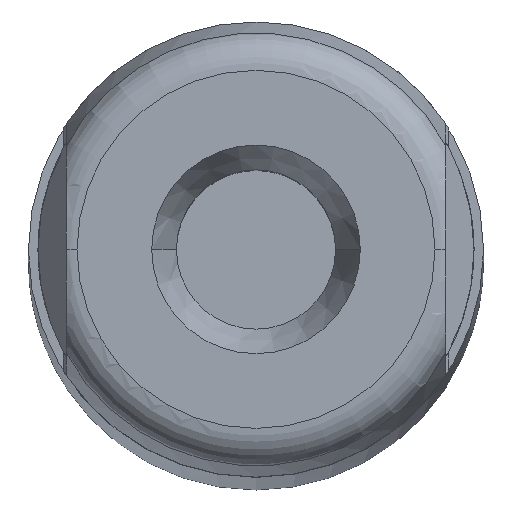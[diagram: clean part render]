
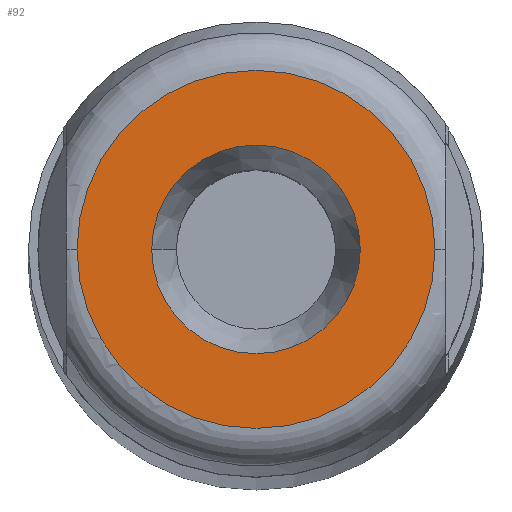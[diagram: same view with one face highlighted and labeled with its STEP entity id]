
A CAD part, top view. The second image highlights one B-rep face of the part: STEP entity #92.
In plain terms, the highlighted planar face has unit normal (0, 0, 1).
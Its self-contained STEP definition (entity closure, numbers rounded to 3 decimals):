
#22 = EDGE_CURVE ( 'NONE', #292, #322, #469, .T. ) ;
#54 = ORIENTED_EDGE ( 'NONE', *, *, #216, .T. ) ;
#92 = ADVANCED_FACE ( 'NONE', ( #936, #937 ), #938, .F. ) ;
#119 = VERTEX_POINT ( 'NONE', #1195 ) ;
#216 = EDGE_CURVE ( 'NONE', #119, #271, #1068, .T. ) ;
#271 = VERTEX_POINT ( 'NONE', #609 ) ;
#274 = EDGE_CURVE ( 'NONE', #271, #119, #625, .T. ) ;
#280 = ORIENTED_EDGE ( 'NONE', *, *, #274, .T. ) ;
#289 = ORIENTED_EDGE ( 'NONE', *, *, #22, .F. ) ;
#292 = VERTEX_POINT ( 'NONE', #799 ) ;
#295 = EDGE_CURVE ( 'NONE', #322, #292, #810, .T. ) ;
#322 = VERTEX_POINT ( 'NONE', #1060 ) ;
#469 = CIRCLE ( 'NONE', #470, 2.75 ) ;
#470 = AXIS2_PLACEMENT_3D ( 'NONE', #471, #472, #473 ) ;
#471 = CARTESIAN_POINT ( 'NONE',  ( 0., 0., 0. ) ) ;
#472 = DIRECTION ( 'NONE',  ( 0., 0., 1. ) ) ;
#473 = DIRECTION ( 'NONE',  ( 1., 0., 0. ) ) ;
#609 = CARTESIAN_POINT ( 'NONE',  ( -4.72, 0., 0. ) ) ;
#625 = CIRCLE ( 'NONE', #626, 4.72 ) ;
#626 = AXIS2_PLACEMENT_3D ( 'NONE', #627, #628, #629 ) ;
#627 = CARTESIAN_POINT ( 'NONE',  ( 0., 0., 0. ) ) ;
#628 = DIRECTION ( 'NONE',  ( 0., 0., 1. ) ) ;
#629 = DIRECTION ( 'NONE',  ( 1., 0., 0. ) ) ;
#799 = CARTESIAN_POINT ( 'NONE',  ( -2.75, 0., 0. ) ) ;
#810 = CIRCLE ( 'NONE', #811, 2.75 ) ;
#811 = AXIS2_PLACEMENT_3D ( 'NONE', #812, #813, #814 ) ;
#812 = CARTESIAN_POINT ( 'NONE',  ( 0., 0., 0. ) ) ;
#813 = DIRECTION ( 'NONE',  ( 0., 0., 1. ) ) ;
#814 = DIRECTION ( 'NONE',  ( 1., 0., 0. ) ) ;
#852 = EDGE_LOOP ( 'NONE', ( #1098, #289 ) ) ;
#936 = FACE_BOUND ( 'NONE', #852, .T. ) ;
#937 = FACE_OUTER_BOUND ( 'NONE', #955, .T. ) ;
#938 = PLANE ( 'NONE',  #939 ) ;
#939 = AXIS2_PLACEMENT_3D ( 'NONE', #940, #941, #942 ) ;
#940 = CARTESIAN_POINT ( 'NONE',  ( 0., 0., 0. ) ) ;
#941 = DIRECTION ( 'NONE',  ( 0., 0., -1. ) ) ;
#942 = DIRECTION ( 'NONE',  ( -1., 0., 0. ) ) ;
#955 = EDGE_LOOP ( 'NONE', ( #54, #280 ) ) ;
#1060 = CARTESIAN_POINT ( 'NONE',  ( 2.75, 0., 0. ) ) ;
#1068 = CIRCLE ( 'NONE', #1069, 4.72 ) ;
#1069 = AXIS2_PLACEMENT_3D ( 'NONE', #1070, #1071, #1072 ) ;
#1070 = CARTESIAN_POINT ( 'NONE',  ( 0., 0., 0. ) ) ;
#1071 = DIRECTION ( 'NONE',  ( 0., 0., 1. ) ) ;
#1072 = DIRECTION ( 'NONE',  ( 1., 0., 0. ) ) ;
#1098 = ORIENTED_EDGE ( 'NONE', *, *, #295, .F. ) ;
#1195 = CARTESIAN_POINT ( 'NONE',  ( 4.72, 0., 0. ) ) ;
